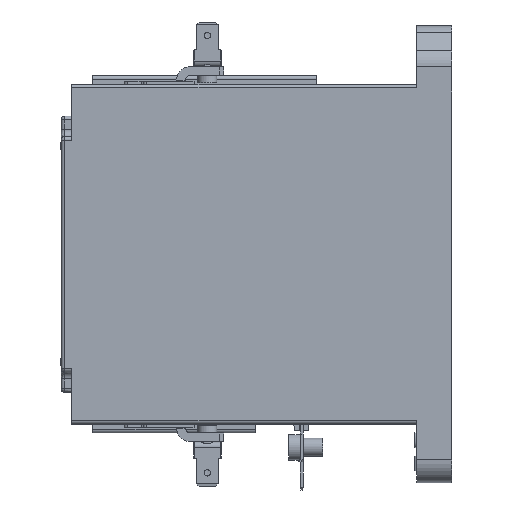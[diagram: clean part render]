
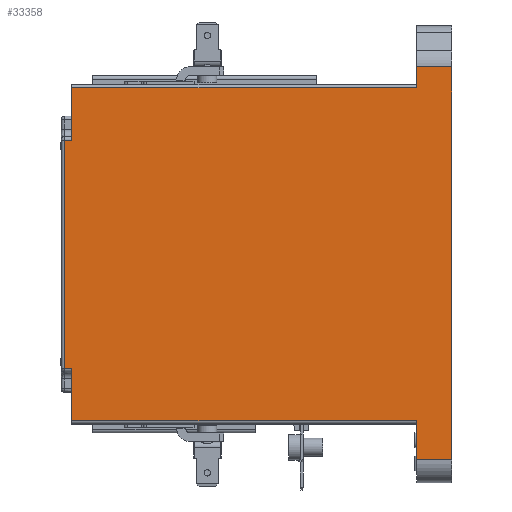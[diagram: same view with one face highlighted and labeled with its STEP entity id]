
A CAD part, left-side view. The second image highlights one B-rep face of the part: STEP entity #33358.
In plain terms, the highlighted planar face has unit normal (-1, 0, 0).
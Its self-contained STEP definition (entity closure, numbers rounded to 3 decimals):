
#3002=FACE_OUTER_BOUND($,#4860,.T.);
#4860=EDGE_LOOP($,(#28402,#28403,#28404,#28405,#28406,#28407,#28408,#28409,
#28410,#28411,#28412,#28413));
#5152=LINE($,#45735,#8353);
#5650=LINE($,#48012,#8851);
#5655=LINE($,#48031,#8856);
#5687=LINE($,#48105,#8888);
#5689=LINE($,#48115,#8890);
#5696=LINE($,#48134,#8897);
#5848=LINE($,#48828,#9049);
#7582=LINE($,#56412,#10783);
#7588=LINE($,#56429,#10789);
#7649=LINE($,#56614,#10850);
#7650=LINE($,#56618,#10851);
#7651=LINE($,#56620,#10852);
#8353=VECTOR($,#36528,111.751);
#8851=VECTOR($,#37812,10.);
#8856=VECTOR($,#37837,10.);
#8888=VECTOR($,#37885,98.1);
#8890=VECTOR($,#37895,98.1);
#8897=VECTOR($,#37918,5.951);
#9049=VECTOR($,#38110,11.2);
#10783=VECTOR($,#42300,14.85);
#10789=VECTOR($,#42314,14.85);
#10850=VECTOR($,#42483,2.);
#10851=VECTOR($,#42488,64.9);
#10852=VECTOR($,#42491,2.);
#12437=VERTEX_POINT($,#45732);
#12438=VERTEX_POINT($,#45734);
#13070=VERTEX_POINT($,#48011);
#13074=VERTEX_POINT($,#48029);
#13107=VERTEX_POINT($,#48103);
#13108=VERTEX_POINT($,#48104);
#13111=VERTEX_POINT($,#48112);
#13112=VERTEX_POINT($,#48114);
#14735=VERTEX_POINT($,#56411);
#14742=VERTEX_POINT($,#56428);
#14802=VERTEX_POINT($,#56609);
#14803=VERTEX_POINT($,#56616);
#15552=EDGE_CURVE($,#12438,#12437,#5152,.T.);
#16342=EDGE_CURVE($,#12438,#13070,#5650,.T.);
#16352=EDGE_CURVE($,#13074,#12437,#5655,.T.);
#16388=EDGE_CURVE($,#13107,#13108,#5687,.T.);
#16393=EDGE_CURVE($,#13111,#13112,#5689,.T.);
#16403=EDGE_CURVE($,#13108,#13074,#5696,.T.);
#16635=EDGE_CURVE($,#13070,#13111,#5848,.T.);
#18924=EDGE_CURVE($,#13107,#14735,#7582,.T.);
#18933=EDGE_CURVE($,#14742,#13112,#7588,.T.);
#19020=EDGE_CURVE($,#14802,#14735,#7649,.T.);
#19022=EDGE_CURVE($,#14803,#14802,#7650,.T.);
#19023=EDGE_CURVE($,#14742,#14803,#7651,.T.);
#28402=ORIENTED_EDGE($,*,*,#15552,.T.);
#28403=ORIENTED_EDGE($,*,*,#16352,.F.);
#28404=ORIENTED_EDGE($,*,*,#16403,.F.);
#28405=ORIENTED_EDGE($,*,*,#16388,.F.);
#28406=ORIENTED_EDGE($,*,*,#18924,.T.);
#28407=ORIENTED_EDGE($,*,*,#19020,.F.);
#28408=ORIENTED_EDGE($,*,*,#19022,.F.);
#28409=ORIENTED_EDGE($,*,*,#19023,.F.);
#28410=ORIENTED_EDGE($,*,*,#18933,.T.);
#28411=ORIENTED_EDGE($,*,*,#16393,.F.);
#28412=ORIENTED_EDGE($,*,*,#16635,.F.);
#28413=ORIENTED_EDGE($,*,*,#16342,.F.);
#30030=PLANE($,#35790);
#33358=ADVANCED_FACE($,(#3002),#30030,.T.);
#35790=AXIS2_PLACEMENT_3D($,#57887,#43589,#43590);
#36528=DIRECTION($,(0.,0.,1.));
#37812=DIRECTION($,(0.,1.,0.));
#37837=DIRECTION($,(0.,-1.,0.));
#37885=DIRECTION($,(0.,-1.,0.));
#37895=DIRECTION($,(0.,1.,0.));
#37918=DIRECTION($,(0.,0.,1.));
#38110=DIRECTION($,(0.,0.,1.));
#42300=DIRECTION($,(0.,0.,-1.));
#42314=DIRECTION($,(0.,0.,-1.));
#42483=DIRECTION($,(0.,-1.,0.));
#42488=DIRECTION($,(0.,0.,1.));
#42491=DIRECTION($,(0.,1.,0.));
#43589=DIRECTION('center_axis',(-1.,0.,0.));
#43590=DIRECTION('ref_axis',(0.,1.,0.));
#45732=CARTESIAN_POINT('',(-43.,0.,53.251));
#45734=CARTESIAN_POINT('',(-43.,0.,-58.5));
#45735=CARTESIAN_POINT($,(-43.,0.,-65.));
#48011=CARTESIAN_POINT('',(-43.,10.,-58.5));
#48012=CARTESIAN_POINT($,(-43.,10.,-58.5));
#48029=CARTESIAN_POINT('',(-43.,10.,53.251));
#48031=CARTESIAN_POINT($,(-43.,10.,53.251));
#48103=CARTESIAN_POINT('',(-43.,108.1,47.3));
#48104=CARTESIAN_POINT('',(-43.,10.,47.3));
#48105=CARTESIAN_POINT($,(-43.,38.5,47.3));
#48112=CARTESIAN_POINT('',(-43.,10.,-47.3));
#48114=CARTESIAN_POINT('',(-43.,108.1,-47.3));
#48115=CARTESIAN_POINT($,(-43.,10.,-47.3));
#48134=CARTESIAN_POINT($,(-43.,10.,-65.));
#48828=CARTESIAN_POINT($,(-43.,10.,-65.));
#56411=CARTESIAN_POINT('',(-43.,108.1,32.45));
#56412=CARTESIAN_POINT($,(-43.,108.1,-48.3));
#56428=CARTESIAN_POINT('',(-43.,108.1,-32.45));
#56429=CARTESIAN_POINT($,(-43.,108.1,-48.3));
#56609=CARTESIAN_POINT('',(-43.,110.1,32.45));
#56614=CARTESIAN_POINT($,(-43.,108.1,32.45));
#56616=CARTESIAN_POINT('',(-43.,110.1,-32.45));
#56618=CARTESIAN_POINT($,(-43.,110.1,24.15));
#56620=CARTESIAN_POINT($,(-43.,108.1,-32.45));
#57887=CARTESIAN_POINT('Origin',(-43.,10.,-16.5));
